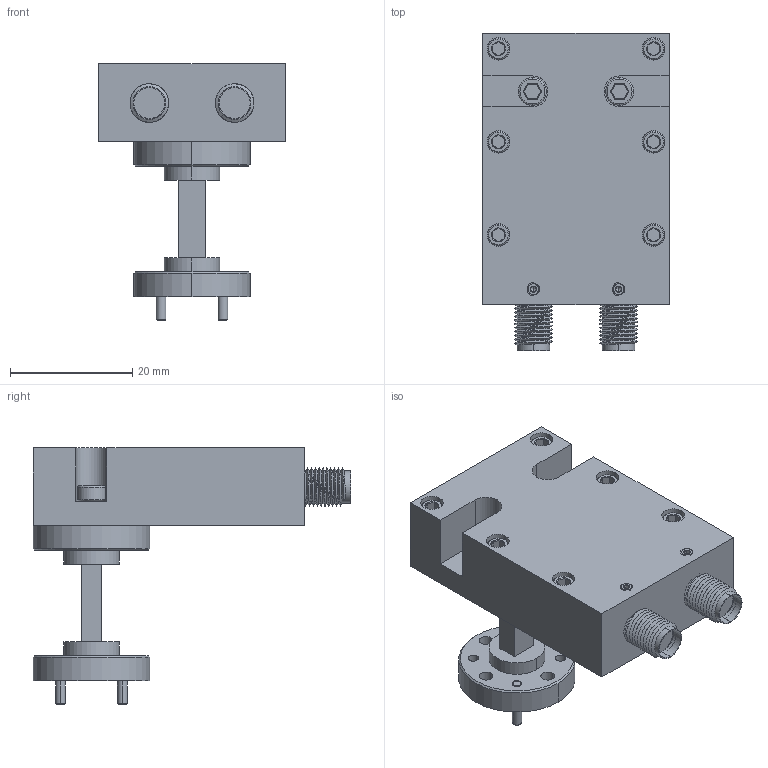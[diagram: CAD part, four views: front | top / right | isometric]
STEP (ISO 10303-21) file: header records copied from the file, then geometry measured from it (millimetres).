
FILE_DESCRIPTION (( 'STEP AP214' ), '1' );
FILE_NAME ('FH-D2-A.STEP', '2023-01-09T18:28:39', ( '' ), ( '' ), 'SwSTEP 2.0', 'SolidWorks 2021', '' );
FILE_SCHEMA (( 'AUTOMOTIVE_DESIGN' ));
Length unit declared in the file: inch
Products named in the file (1): FH-D2-A
Bounding box: 30.48 x 51.98 x 41.97 mm (x, y, z)
Volume: 18826.6 mm3; surface area: 9216.4 mm2
Topology: 15 solids, 15 shells, 681 faces, 1558 edges, 928 vertices
Faces by surface type: cylinder 285, cone 212, plane 172, bspline 8, torus 4
Entity records: 31762 total; most frequent: CARTESIAN_POINT 7904, DIRECTION 3100, ORIENTED_EDGE 3076, EDGE_CURVE 1538, AXIS2_PLACEMENT_3D 1224, VERTEX_POINT 928, EDGE_LOOP 762, UNCERTAINTY_MEASURE_WITH_UNIT 697
